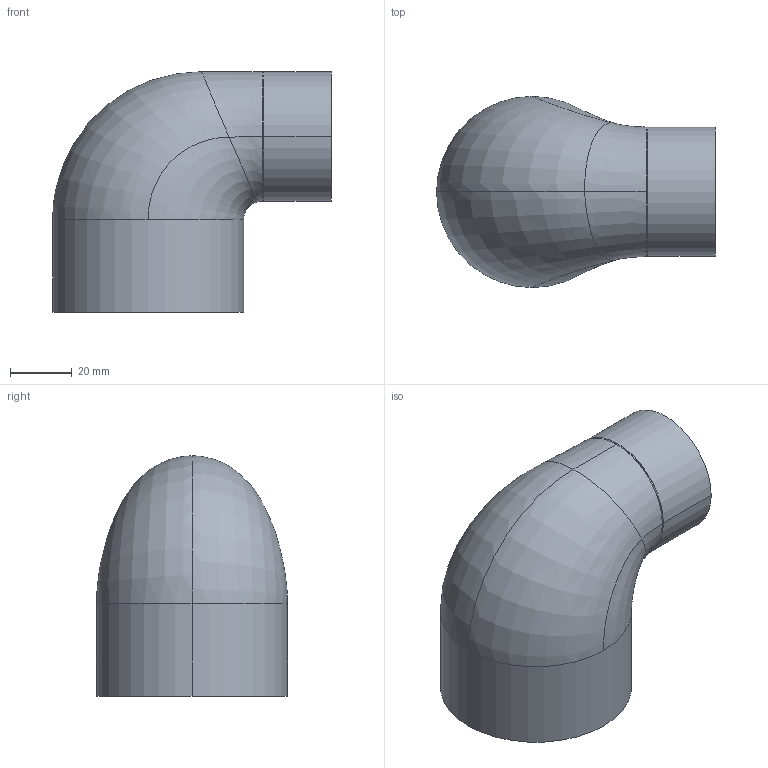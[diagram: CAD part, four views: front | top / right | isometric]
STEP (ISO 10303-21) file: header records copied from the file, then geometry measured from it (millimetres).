
FILE_DESCRIPTION(('STEP AP214'),'1');
FILE_NAME('cctmp_8CDFCC63-3B4C-458B-844B-9740EC7CB6D9_2022_03_09_11_46_55_0043..stp','2022-03-09T10:46:55',('Praher Valves GmbH'),('CADClick - www.CADClick.com'),'Spatial InterOp 3D',' ','unknown authorization');
FILE_SCHEMA(('AUTOMOTIVE_DESIGN'));
Length unit declared in the file: millimetre
Products named in the file (1): 71223
Bounding box: 90.5 x 62 x 78 mm (x, y, z)
Volume: 91647.3 mm3; surface area: 38372.8 mm2
Topology: 1 solids, 1 shells, 36 faces, 77 edges, 46 vertices
Faces by surface type: bspline 16, cylinder 14, plane 6
Entity records: 4958 total; most frequent: CARTESIAN_POINT 3945, ORIENTED_EDGE 152, DIRECTION 122, EDGE_CURVE 76, AXIS2_PLACEMENT_3D 53, VERTEX_POINT 46, EDGE_LOOP 42, STYLED_ITEM 37
